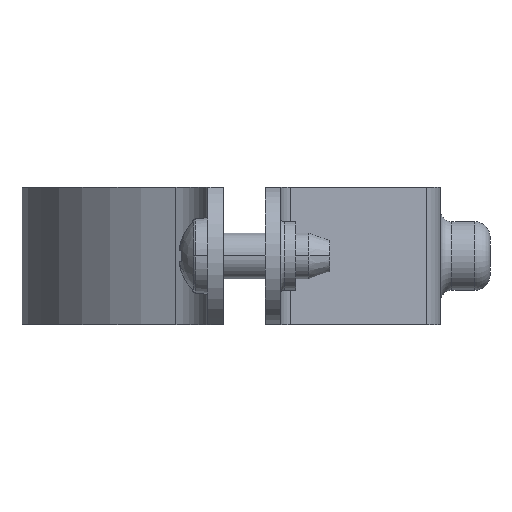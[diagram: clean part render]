
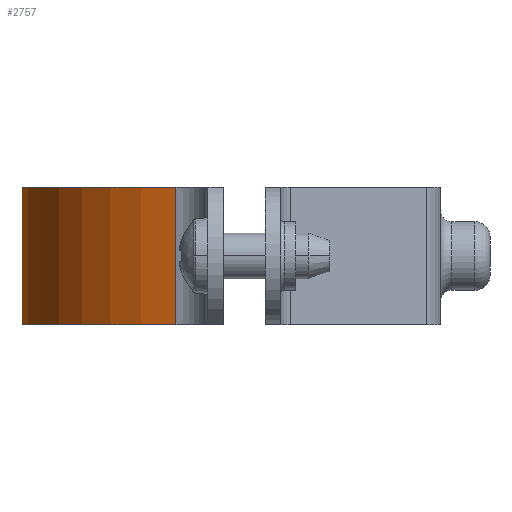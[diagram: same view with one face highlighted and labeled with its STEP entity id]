
A CAD part, left-side view. The second image highlights one B-rep face of the part: STEP entity #2757.
In plain terms, the highlighted cylindrical face has radius 29 mm (diameter 58 mm), a partial arc.
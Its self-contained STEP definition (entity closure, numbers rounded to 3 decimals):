
#81 = CYLINDRICAL_SURFACE ( 'NONE', #2333, 29. ) ;
#129 = CARTESIAN_POINT ( 'NONE',  ( -27.664, 4.2, -9. ) ) ;
#160 = DIRECTION ( 'NONE',  ( 0., 0., 1. ) ) ;
#242 = DIRECTION ( 'NONE',  ( -1., 0., 0. ) ) ;
#288 = EDGE_CURVE ( 'NONE', #3636, #1235, #3639, .T. ) ;
#297 = DIRECTION ( 'NONE',  ( -1., 0., 0. ) ) ;
#427 = CARTESIAN_POINT ( 'NONE',  ( 27.664, 4.2, 9. ) ) ;
#564 = EDGE_CURVE ( 'NONE', #1046, #2951, #1203, .T. ) ;
#579 = ORIENTED_EDGE ( 'NONE', *, *, #2908, .F. ) ;
#993 = FACE_OUTER_BOUND ( 'NONE', #2789, .T. ) ;
#1010 = CARTESIAN_POINT ( 'NONE',  ( -27.664, 4.2, 9. ) ) ;
#1046 = VERTEX_POINT ( 'NONE', #427 ) ;
#1086 = VECTOR ( 'NONE', #1392, 1000. ) ;
#1203 = LINE ( 'NONE', #2512, #3688 ) ;
#1235 = VERTEX_POINT ( 'NONE', #1010 ) ;
#1392 = DIRECTION ( 'NONE',  ( 0., 0., 1. ) ) ;
#1402 = CARTESIAN_POINT ( 'NONE',  ( -27.664, 4.2, 9. ) ) ;
#1542 = CARTESIAN_POINT ( 'NONE',  ( 0., -4.5, 9. ) ) ;
#1703 = DIRECTION ( 'NONE',  ( -1., 0., 0. ) ) ;
#1766 = AXIS2_PLACEMENT_3D ( 'NONE', #3526, #160, #1703 ) ;
#2080 = DIRECTION ( 'NONE',  ( 0., 0., -1. ) ) ;
#2236 = CARTESIAN_POINT ( 'NONE',  ( 27.664, 4.2, -9. ) ) ;
#2258 = CIRCLE ( 'NONE', #2460, 29. ) ;
#2309 = CIRCLE ( 'NONE', #1766, 29. ) ;
#2333 = AXIS2_PLACEMENT_3D ( 'NONE', #2652, #2952, #242 ) ;
#2460 = AXIS2_PLACEMENT_3D ( 'NONE', #1542, #3679, #297 ) ;
#2512 = CARTESIAN_POINT ( 'NONE',  ( 27.664, 4.2, 9. ) ) ;
#2652 = CARTESIAN_POINT ( 'NONE',  ( 0., -4.5, 9. ) ) ;
#2757 = ADVANCED_FACE ( 'NONE', ( #993 ), #81, .T. ) ;
#2789 = EDGE_LOOP ( 'NONE', ( #3180, #3044, #579, #3884 ) ) ;
#2908 = EDGE_CURVE ( 'NONE', #1046, #1235, #2258, .T. ) ;
#2951 = VERTEX_POINT ( 'NONE', #2236 ) ;
#2952 = DIRECTION ( 'NONE',  ( 0., 0., -1. ) ) ;
#3044 = ORIENTED_EDGE ( 'NONE', *, *, #288, .T. ) ;
#3147 = EDGE_CURVE ( 'NONE', #2951, #3636, #2309, .T. ) ;
#3180 = ORIENTED_EDGE ( 'NONE', *, *, #3147, .T. ) ;
#3526 = CARTESIAN_POINT ( 'NONE',  ( 0., -4.5, -9. ) ) ;
#3636 = VERTEX_POINT ( 'NONE', #129 ) ;
#3639 = LINE ( 'NONE', #1402, #1086 ) ;
#3679 = DIRECTION ( 'NONE',  ( 0., 0., 1. ) ) ;
#3688 = VECTOR ( 'NONE', #2080, 1000. ) ;
#3884 = ORIENTED_EDGE ( 'NONE', *, *, #564, .T. ) ;
